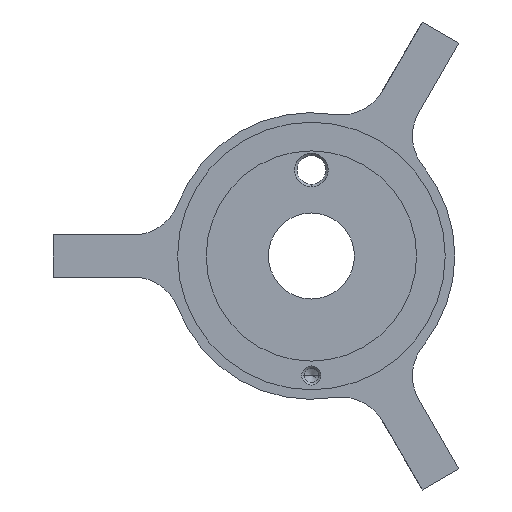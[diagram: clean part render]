
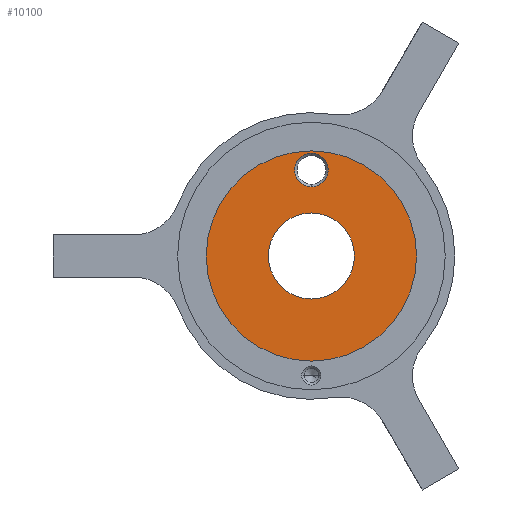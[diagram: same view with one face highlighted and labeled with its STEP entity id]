
A CAD part, front view. The second image highlights one B-rep face of the part: STEP entity #10100.
In plain terms, the highlighted planar face has unit normal (0, -1, 0).
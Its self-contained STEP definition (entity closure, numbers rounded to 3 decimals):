
#1800=CARTESIAN_POINT('',(77.495,-102.279,
99.753));
#1810=VERTEX_POINT('',#1800);
#1990=CARTESIAN_POINT('',(58.443,-102.279,
88.753));
#2000=VERTEX_POINT('',#1990);
#2030=CARTESIAN_POINT('',(67.969,-102.279,
94.253));
#2040=DIRECTION('',(0.,1.,0.));
#2050=DIRECTION('',(-0.866,0.,
-0.5));
#2060=AXIS2_PLACEMENT_3D('',#2030,#2040,#2050);
#2070=CIRCLE('',#2060,11.);
#2080=EDGE_CURVE('',#1810,#2000,#2070,.T.);
#9700=CARTESIAN_POINT('',(75.531,-102.279,
107.352));
#9710=DIRECTION('',(0.,-1.,0.));
#9720=DIRECTION('',(-0.5,0.,
-0.866));
#9730=AXIS2_PLACEMENT_3D('',#9700,#9710,#9720);
#9740=PLANE('',#9730);
#9750=CARTESIAN_POINT('',(60.175,-102.279,
89.753));
#9760=DIRECTION('',(0.,1.,0.));
#9770=DIRECTION('',(0.5,0.,-0.866));
#9780=AXIS2_PLACEMENT_3D('',#9750,#9760,#9770);
#9790=CIRCLE('',#9780,1.75);
#9800=CARTESIAN_POINT('',(58.659,-102.279,
88.878));
#9810=VERTEX_POINT('',#9800);
#9820=CARTESIAN_POINT('',(61.69,-102.279,
90.628));
#9830=VERTEX_POINT('',#9820);
#9840=EDGE_CURVE('',#9810,#9830,#9790,.T.);
#9850=ORIENTED_EDGE('',*,*,#9840,.T.);
#9860=EDGE_CURVE('',#9830,#9810,#9790,.T.);
#9870=ORIENTED_EDGE('',*,*,#9860,.T.);
#9880=EDGE_LOOP('',(#9870,#9850));
#9890=FACE_BOUND('',#9880,.T.);
#9900=CARTESIAN_POINT('',(67.969,-102.279,
94.253));
#9910=DIRECTION('',(0.,-1.,0.));
#9920=DIRECTION('',(-0.5,0.,-0.866));
#9930=AXIS2_PLACEMENT_3D('',#9900,#9910,#9920);
#9940=CIRCLE('',#9930,4.5);
#9950=CARTESIAN_POINT('',(65.719,-102.279,
90.356));
#9960=VERTEX_POINT('',#9950);
#9970=CARTESIAN_POINT('',(70.219,-102.279,
98.15));
#9980=VERTEX_POINT('',#9970);
#9990=EDGE_CURVE('',#9960,#9980,#9940,.T.);
#10000=ORIENTED_EDGE('',*,*,#9990,.F.);
#10010=EDGE_CURVE('',#9980,#9960,#9940,.T.);
#10020=ORIENTED_EDGE('',*,*,#10010,.F.);
#10030=EDGE_LOOP('',(#10020,#10000));
#10040=FACE_BOUND('',#10030,.T.);
#10050=EDGE_CURVE('',#2000,#1810,#2070,.T.);
#10060=ORIENTED_EDGE('',*,*,#10050,.F.);
#10070=ORIENTED_EDGE('',*,*,#2080,.F.);
#10080=EDGE_LOOP('',(#10070,#10060));
#10090=FACE_OUTER_BOUND('',#10080,.T.);
#10100=ADVANCED_FACE('',(#9890,#10040,#10090),#9740,.T.);
